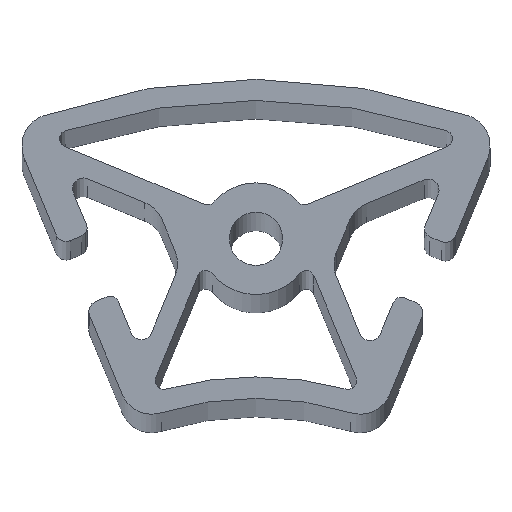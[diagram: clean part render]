
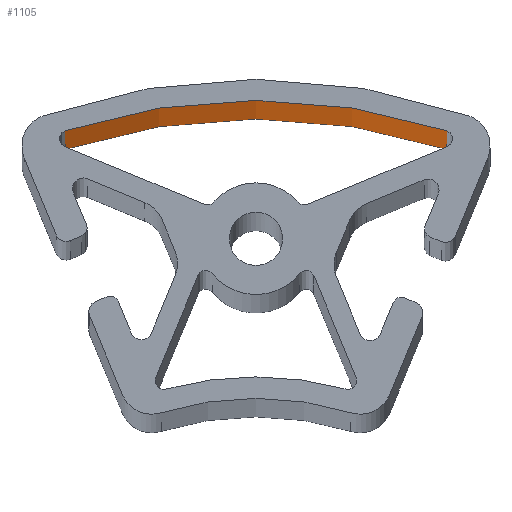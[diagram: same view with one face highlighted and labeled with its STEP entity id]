
A CAD part, top view. The second image highlights one B-rep face of the part: STEP entity #1105.
In plain terms, the highlighted cylindrical face has radius 58 mm (diameter 116 mm), a partial arc.
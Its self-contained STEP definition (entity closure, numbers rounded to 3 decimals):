
#53=FACE_OUTER_BOUND($,#110,.T.);
#110=EDGE_LOOP($,(#751,#752,#753,#754));
#170=LINE($,#1658,#270);
#180=LINE($,#1693,#280);
#270=VECTOR($,#1298,1000.);
#280=VECTOR($,#1334,1000.);
#379=CIRCLE($,#1178,58.);
#380=CIRCLE($,#1179,58.);
#440=VERTEX_POINT($,#1652);
#442=VERTEX_POINT($,#1656);
#453=VERTEX_POINT($,#1690);
#454=VERTEX_POINT($,#1692);
#556=EDGE_CURVE($,#440,#442,#170,.T.);
#573=EDGE_CURVE($,#453,#454,#180,.T.);
#575=EDGE_CURVE($,#440,#453,#379,.T.);
#576=EDGE_CURVE($,#454,#442,#380,.T.);
#751=ORIENTED_EDGE($,*,*,#575,.F.);
#752=ORIENTED_EDGE($,*,*,#556,.T.);
#753=ORIENTED_EDGE($,*,*,#576,.F.);
#754=ORIENTED_EDGE($,*,*,#573,.F.);
#1068=CYLINDRICAL_SURFACE($,#1177,58.);
#1105=ADVANCED_FACE($,(#53),#1068,.F.);
#1177=AXIS2_PLACEMENT_3D($,#1695,#1337,#1338);
#1178=AXIS2_PLACEMENT_3D($,#1696,#1339,#1340);
#1179=AXIS2_PLACEMENT_3D($,#1697,#1341,#1342);
#1298=DIRECTION($,(0.,0.,1.));
#1334=DIRECTION($,(0.,0.,1.));
#1337=DIRECTION('center_axis',(0.,0.,1.));
#1338=DIRECTION('ref_axis',(-0.309,-0.951,0.));
#1339=DIRECTION('center_axis',(0.,0.,1.));
#1340=DIRECTION('ref_axis',(-0.309,-0.951,0.));
#1341=DIRECTION('center_axis',(0.,0.,-1.));
#1342=DIRECTION('ref_axis',(-0.309,-0.951,0.));
#1652=CARTESIAN_POINT('',(17.243,27.395,0.));
#1656=CARTESIAN_POINT('',(17.243,27.395,1000.));
#1658=CARTESIAN_POINT($,(17.243,27.395,0.));
#1690=CARTESIAN_POINT('',(-18.601,27.395,0.));
#1692=CARTESIAN_POINT('',(-18.601,27.395,1000.));
#1693=CARTESIAN_POINT($,(-18.601,27.395,0.));
#1695=CARTESIAN_POINT('Origin',(-0.679,-27.767,0.));
#1696=CARTESIAN_POINT('Origin',(-0.679,-27.767,0.));
#1697=CARTESIAN_POINT('Origin',(-0.679,-27.767,1000.));
